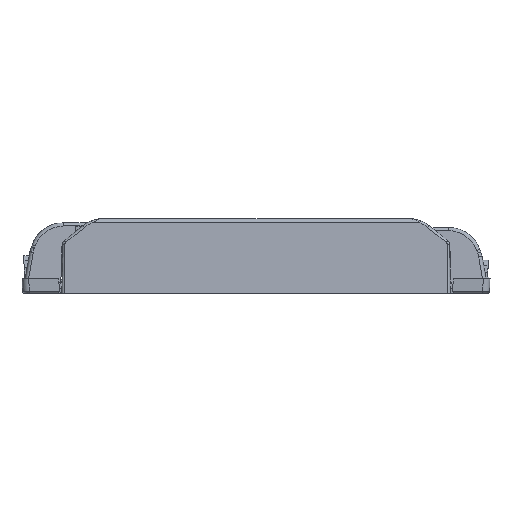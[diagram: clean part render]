
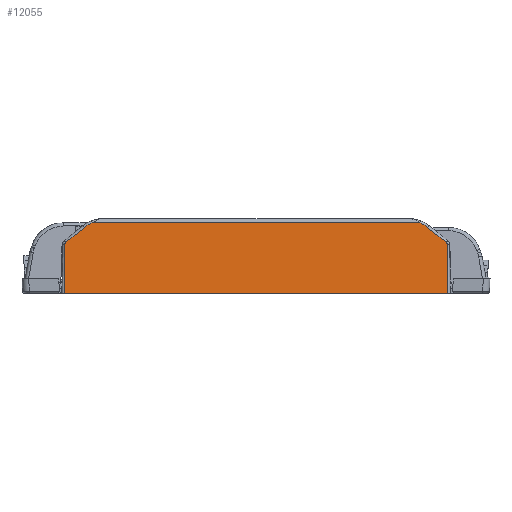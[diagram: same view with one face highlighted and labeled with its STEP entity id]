
A CAD part, top view. The second image highlights one B-rep face of the part: STEP entity #12055.
In plain terms, the highlighted planar face has unit normal (0, 0.035, 0.999).
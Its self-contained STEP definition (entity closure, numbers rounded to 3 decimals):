
#665 = PLANE ( 'NONE',  #22400 ) ;
#666 = CARTESIAN_POINT ( 'NONE',  ( -87.387, 0., 20. ) ) ;
#667 = DIRECTION ( 'NONE',  ( 0., 0.035, 0.999 ) ) ;
#668 = DIRECTION ( 'NONE',  ( 0., -0.999, 0.035 ) ) ;
#1020 = LINE ( 'NONE', #1021, #22320 ) ;
#1021 = CARTESIAN_POINT ( 'NONE',  ( -87.387, -6.5, 20.227 ) ) ;
#1022 = DIRECTION ( 'NONE',  ( 1., 0., 0. ) ) ;
#1030 = LINE ( 'NONE', #1031, #22310 ) ;
#1031 = CARTESIAN_POINT ( 'NONE',  ( -85.729, 15.577, 19.456 ) ) ;
#1032 = DIRECTION ( 'NONE',  ( -0.017, -0.999, 0.035 ) ) ;
#1037 = CARTESIAN_POINT ( 'NONE',  ( -85.729, 15.577, 19.456 ) ) ;
#1038 = CARTESIAN_POINT ( 'NONE',  ( -85.728, 15.608, 19.455 ) ) ;
#1039 = CARTESIAN_POINT ( 'NONE',  ( -85.724, 15.678, 19.453 ) ) ;
#1040 = CARTESIAN_POINT ( 'NONE',  ( -85.705, 15.786, 19.449 ) ) ;
#1041 = CARTESIAN_POINT ( 'NONE',  ( -85.672, 15.899, 19.445 ) ) ;
#1042 = CARTESIAN_POINT ( 'NONE',  ( -85.626, 16.007, 19.441 ) ) ;
#1043 = CARTESIAN_POINT ( 'NONE',  ( -85.567, 16.109, 19.437 ) ) ;
#1044 = CARTESIAN_POINT ( 'NONE',  ( -85.497, 16.204, 19.434 ) ) ;
#1045 = CARTESIAN_POINT ( 'NONE',  ( -85.424, 16.281, 19.431 ) ) ;
#1046 = CARTESIAN_POINT ( 'NONE',  ( -85.374, 16.325, 19.43 ) ) ;
#1047 = CARTESIAN_POINT ( 'NONE',  ( -85.352, 16.342, 19.429 ) ) ;
#1048 = LINE ( 'NONE', #1049, #22309 ) ;
#1049 = CARTESIAN_POINT ( 'NONE',  ( 86.114, -6.5, 20.227 ) ) ;
#1050 = DIRECTION ( 'NONE',  ( -0.017, 0.999, -0.035 ) ) ;
#1051 = CARTESIAN_POINT ( 'NONE',  ( 85.352, 16.342, 19.429 ) ) ;
#1052 = CARTESIAN_POINT ( 'NONE',  ( 85.381, 16.319, 19.43 ) ) ;
#1053 = CARTESIAN_POINT ( 'NONE',  ( 85.441, 16.265, 19.432 ) ) ;
#1054 = CARTESIAN_POINT ( 'NONE',  ( 85.524, 16.172, 19.435 ) ) ;
#1055 = CARTESIAN_POINT ( 'NONE',  ( 85.598, 16.061, 19.439 ) ) ;
#1056 = CARTESIAN_POINT ( 'NONE',  ( 85.656, 15.941, 19.443 ) ) ;
#1057 = CARTESIAN_POINT ( 'NONE',  ( 85.699, 15.815, 19.448 ) ) ;
#1058 = CARTESIAN_POINT ( 'NONE',  ( 85.722, 15.693, 19.452 ) ) ;
#1059 = CARTESIAN_POINT ( 'NONE',  ( 85.728, 15.613, 19.455 ) ) ;
#1060 = CARTESIAN_POINT ( 'NONE',  ( 85.729, 15.577, 19.456 ) ) ;
#1061 = LINE ( 'NONE', #1062, #22306 ) ;
#1062 = CARTESIAN_POINT ( 'NONE',  ( 85.352, 16.342, 19.429 ) ) ;
#1063 = DIRECTION ( 'NONE',  ( -0.782, 0.623, -0.022 ) ) ;
#3242 = VECTOR ( 'NONE', #15785, 1000. ) ;
#3244 = VECTOR ( 'NONE', #15710, 1000. ) ;
#12055 = ADVANCED_FACE ( 'NONE', ( #22402 ), #665, .T. ) ;
#12085 = EDGE_CURVE ( 'NONE', #19090, #19089, #1020, .T. ) ;
#12088 = EDGE_CURVE ( 'NONE', #19087, #19090, #1030, .T. ) ;
#12090 = EDGE_CURVE ( 'NONE', #19087, #19188, #22524, .T. ) ;
#12091 = EDGE_CURVE ( 'NONE', #19089, #19086, #1048, .T. ) ;
#12092 = EDGE_CURVE ( 'NONE', #19084, #19086, #22530, .T. ) ;
#12093 = EDGE_CURVE ( 'NONE', #19084, #19198, #1061, .T. ) ;
#12195 = EDGE_CURVE ( 'NONE', #19198, #19195, #22544, .T. ) ;
#12198 = EDGE_CURVE ( 'NONE', #19195, #19193, #15708, .T. ) ;
#12203 = EDGE_CURVE ( 'NONE', #19193, #19190, #22454, .T. ) ;
#12206 = EDGE_CURVE ( 'NONE', #19190, #19188, #15783, .T. ) ;
#12520 = ORIENTED_EDGE ( 'NONE', *, *, #12091, .T. ) ;
#12525 = ORIENTED_EDGE ( 'NONE', *, *, #12090, .F. ) ;
#12527 = ORIENTED_EDGE ( 'NONE', *, *, #12088, .T. ) ;
#12529 = ORIENTED_EDGE ( 'NONE', *, *, #12085, .T. ) ;
#12530 = ORIENTED_EDGE ( 'NONE', *, *, #12092, .F. ) ;
#12532 = ORIENTED_EDGE ( 'NONE', *, *, #12093, .T. ) ;
#12534 = ORIENTED_EDGE ( 'NONE', *, *, #12195, .T. ) ;
#12536 = ORIENTED_EDGE ( 'NONE', *, *, #12203, .T. ) ;
#12538 = ORIENTED_EDGE ( 'NONE', *, *, #12198, .T. ) ;
#12539 = ORIENTED_EDGE ( 'NONE', *, *, #12206, .T. ) ;
#13872 = CARTESIAN_POINT ( 'NONE',  ( 85.352, 16.342, 19.429 ) ) ;
#13874 = CARTESIAN_POINT ( 'NONE',  ( 85.729, 15.577, 19.456 ) ) ;
#13875 = CARTESIAN_POINT ( 'NONE',  ( -85.729, 15.577, 19.456 ) ) ;
#13877 = CARTESIAN_POINT ( 'NONE',  ( 86.114, -6.5, 20.227 ) ) ;
#13878 = CARTESIAN_POINT ( 'NONE',  ( -86.114, -6.5, 20.227 ) ) ;
#13976 = CARTESIAN_POINT ( 'NONE',  ( -85.352, 16.342, 19.429 ) ) ;
#13978 = CARTESIAN_POINT ( 'NONE',  ( -77.025, 22.981, 19.197 ) ) ;
#13981 = CARTESIAN_POINT ( 'NONE',  ( -73.405, 25.07, 19.125 ) ) ;
#13983 = CARTESIAN_POINT ( 'NONE',  ( 73.405, 25.07, 19.125 ) ) ;
#13986 = CARTESIAN_POINT ( 'NONE',  ( 77.025, 22.981, 19.197 ) ) ;
#15661 = CARTESIAN_POINT ( 'NONE',  ( 77.025, 22.981, 19.197 ) ) ;
#15662 = CARTESIAN_POINT ( 'NONE',  ( 75.924, 23.859, 19.167 ) ) ;
#15663 = CARTESIAN_POINT ( 'NONE',  ( 74.717, 24.556, 19.142 ) ) ;
#15664 = CARTESIAN_POINT ( 'NONE',  ( 73.405, 25.07, 19.125 ) ) ;
#15708 = LINE ( 'NONE', #15709, #3244 ) ;
#15709 = CARTESIAN_POINT ( 'NONE',  ( -87.387, 25.07, 19.125 ) ) ;
#15710 = DIRECTION ( 'NONE',  ( -1., 0., 0. ) ) ;
#15772 = CARTESIAN_POINT ( 'NONE',  ( -73.405, 25.07, 19.125 ) ) ;
#15773 = CARTESIAN_POINT ( 'NONE',  ( -74.717, 24.556, 19.142 ) ) ;
#15774 = CARTESIAN_POINT ( 'NONE',  ( -75.924, 23.859, 19.167 ) ) ;
#15775 = CARTESIAN_POINT ( 'NONE',  ( -77.025, 22.981, 19.197 ) ) ;
#15783 = LINE ( 'NONE', #15784, #3242 ) ;
#15784 = CARTESIAN_POINT ( 'NONE',  ( -77.025, 22.981, 19.197 ) ) ;
#15785 = DIRECTION ( 'NONE',  ( -0.782, -0.623, 0.022 ) ) ;
#19084 = VERTEX_POINT ( 'NONE', #13872 ) ;
#19086 = VERTEX_POINT ( 'NONE', #13874 ) ;
#19087 = VERTEX_POINT ( 'NONE', #13875 ) ;
#19089 = VERTEX_POINT ( 'NONE', #13877 ) ;
#19090 = VERTEX_POINT ( 'NONE', #13878 ) ;
#19188 = VERTEX_POINT ( 'NONE', #13976 ) ;
#19190 = VERTEX_POINT ( 'NONE', #13978 ) ;
#19193 = VERTEX_POINT ( 'NONE', #13981 ) ;
#19195 = VERTEX_POINT ( 'NONE', #13983 ) ;
#19198 = VERTEX_POINT ( 'NONE', #13986 ) ;
#22115 = EDGE_LOOP ( 'NONE', ( #12525, #12527, #12529, #12520, #12530, #12532, #12534, #12538, #12536, #12539 ) ) ;
#22306 = VECTOR ( 'NONE', #1063, 1000. ) ;
#22309 = VECTOR ( 'NONE', #1050, 1000. ) ;
#22310 = VECTOR ( 'NONE', #1032, 1000. ) ;
#22320 = VECTOR ( 'NONE', #1022, 1000. ) ;
#22400 = AXIS2_PLACEMENT_3D ( 'NONE', #666, #667, #668 ) ;
#22402 = FACE_OUTER_BOUND ( 'NONE', #22115, .T. ) ;
#22454 = B_SPLINE_CURVE_WITH_KNOTS ( 'NONE', 3,
 ( #15772, #15773, #15774, #15775 ),
 .UNSPECIFIED., .F., .F.,
 ( 4, 4 ),
 ( 0., 1. ),
 .UNSPECIFIED. ) ;
#22524 =( BOUNDED_CURVE ( )  B_SPLINE_CURVE ( 3, ( #1037, #1038, #1039, #1040, #1041, #1042, #1043, #1044, #1045, #1046, #1047 ),
 .UNSPECIFIED., .F., .F. ) 
 B_SPLINE_CURVE_WITH_KNOTS ( ( 4, 1, 1, 1, 1, 1, 1, 1, 4 ),
 ( 0., 0.105, 0.239, 0.372, 0.506, 0.64, 0.773, 0.907, 1. ),
 .UNSPECIFIED. ) 
 CURVE ( )  GEOMETRIC_REPRESENTATION_ITEM ( )  RATIONAL_B_SPLINE_CURVE ( ( 1.171, 1.171, 1.171, 1.171, 1.171, 1.171, 1.171, 1.171, 1.171, 1.171, 1.171 ) ) 
 REPRESENTATION_ITEM ( '' )  );
#22530 =( BOUNDED_CURVE ( )  B_SPLINE_CURVE ( 3, ( #1051, #1052, #1053, #1054, #1055, #1056, #1057, #1058, #1059, #1060 ),
 .UNSPECIFIED., .F., .F. ) 
 B_SPLINE_CURVE_WITH_KNOTS ( ( 4, 1, 1, 1, 1, 1, 1, 4 ),
 ( 0., 0.124, 0.275, 0.426, 0.577, 0.728, 0.879, 1. ),
 .UNSPECIFIED. ) 
 CURVE ( )  GEOMETRIC_REPRESENTATION_ITEM ( )  RATIONAL_B_SPLINE_CURVE ( ( 1.171, 1.171, 1.171, 1.171, 1.171, 1.171, 1.171, 1.171, 1.171, 1.171 ) ) 
 REPRESENTATION_ITEM ( '' )  );
#22544 = B_SPLINE_CURVE_WITH_KNOTS ( 'NONE', 3,
 ( #15661, #15662, #15663, #15664 ),
 .UNSPECIFIED., .F., .F.,
 ( 4, 4 ),
 ( 0., 1. ),
 .UNSPECIFIED. ) ;
